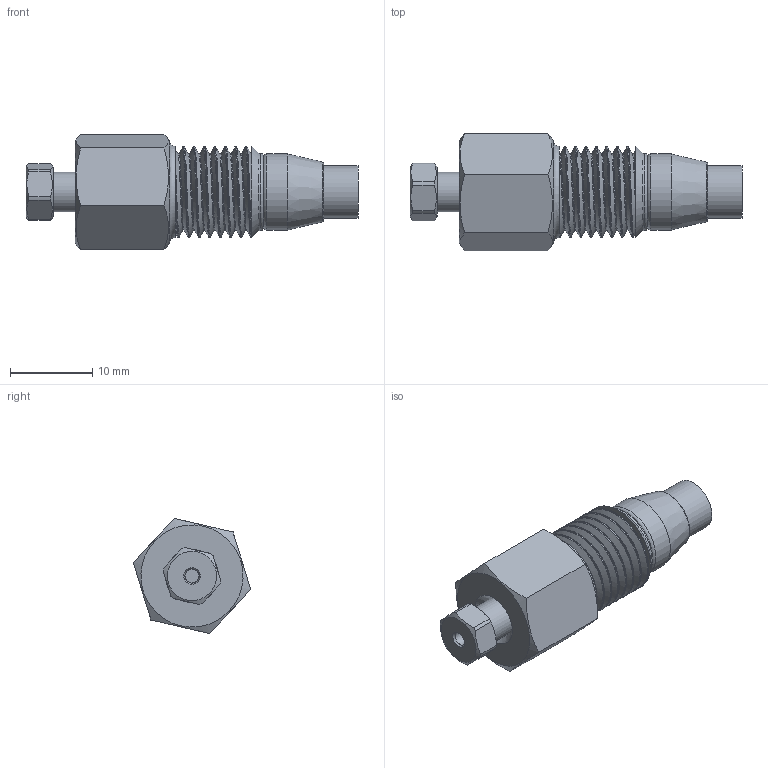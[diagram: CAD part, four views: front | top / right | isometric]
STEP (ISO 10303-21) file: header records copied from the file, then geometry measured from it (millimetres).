
FILE_DESCRIPTION((''),'2;1');
FILE_NAME('305266-PCL412 Precolumn insert.stp','2013-08-22T12:17:03',('Franzp'),(''),'Autodesk Inventor 2013','Autodesk Inventor 2013','');
FILE_SCHEMA(('AUTOMOTIVE_DESIGN { 1 0 10303 214 1 1 1 1 }'));
Length unit declared in the file: millimetre
Products named in the file (1): 305266_Shrinkwrap_1
Bounding box: 40.44 x 14.29 x 14.02 mm (x, y, z)
Surface area: 3288.5 mm2 (no closed solid volume)
Topology: 0 solids, 7 shells, 56 faces, 139 edges, 87 vertices
Faces by surface type: plane 23, cylinder 14, cone 9, bspline 6, torus 4
Full cylindrical faces by diameter (mm): 1.727 x1, 4.6 x1, 4.826 x1, 6.35 x1, 9.229 x2, 9.271 x1, 9.398 x1
Entity records: 5205 total; most frequent: CARTESIAN_POINT 3967, DIRECTION 224, ORIENTED_EDGE 203, EDGE_CURVE 113, AXIS2_PLACEMENT_3D 103, EDGE_LOOP 86, VERTEX_POINT 82, FACE_OUTER_BOUND 56
